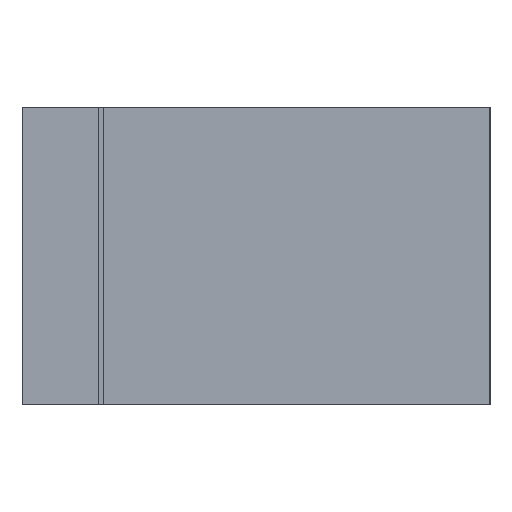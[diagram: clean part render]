
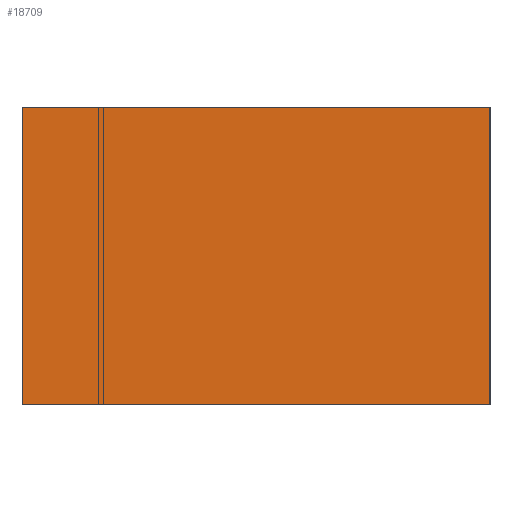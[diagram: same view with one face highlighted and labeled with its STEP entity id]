
A CAD part, left-side view. The second image highlights one B-rep face of the part: STEP entity #18709.
In plain terms, the highlighted planar face has unit normal (-1, 0, 0).
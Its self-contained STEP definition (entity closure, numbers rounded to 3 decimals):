
#1133=FACE_OUTER_BOUND('',#2093,.T.);
#2093=EDGE_LOOP('',(#14719,#14720,#14721,#14722));
#3528=LINE('',#27989,#5766);
#4008=LINE('',#29424,#6246);
#4486=LINE('',#30858,#6724);
#4489=LINE('',#30863,#6727);
#5766=VECTOR('',#22078,1000.);
#6246=VECTOR('',#23194,1000.);
#6724=VECTOR('',#24310,1000.);
#6727=VECTOR('',#24315,1000.);
#8004=VERTEX_POINT('',#27986);
#8005=VERTEX_POINT('',#27988);
#8642=VERTEX_POINT('',#29421);
#9279=VERTEX_POINT('',#30857);
#9921=EDGE_CURVE('',#8004,#8005,#3528,.T.);
#10718=EDGE_CURVE('',#8005,#8642,#4008,.T.);
#11514=EDGE_CURVE('',#8642,#9279,#4486,.T.);
#11517=EDGE_CURVE('',#9279,#8004,#4489,.T.);
#14719=ORIENTED_EDGE('',*,*,#9921,.F.);
#14720=ORIENTED_EDGE('',*,*,#11517,.F.);
#14721=ORIENTED_EDGE('',*,*,#11514,.F.);
#14722=ORIENTED_EDGE('',*,*,#10718,.F.);
#18067=PLANE('',#20319);
#18709=ADVANCED_FACE('',(#1133),#18067,.F.);
#20319=AXIS2_PLACEMENT_3D('',#30866,#24319,#24320);
#22078=DIRECTION('',(0.,1.,0.));
#23194=DIRECTION('',(0.,0.,1.));
#24310=DIRECTION('',(0.,-1.,0.));
#24315=DIRECTION('',(0.,0.,-1.));
#24319=DIRECTION('center_axis',(1.,0.,0.));
#24320=DIRECTION('ref_axis',(0.,0.,-1.));
#27986=CARTESIAN_POINT('',(-125.,-3.15,-2.));
#27988=CARTESIAN_POINT('',(-125.,3.15,-2.));
#27989=CARTESIAN_POINT('',(-125.,-3.15,-2.));
#29421=CARTESIAN_POINT('',(-125.,3.15,2.));
#29424=CARTESIAN_POINT('',(-125.,3.15,-2.));
#30857=CARTESIAN_POINT('',(-125.,-3.15,2.));
#30858=CARTESIAN_POINT('',(-125.,3.15,2.));
#30863=CARTESIAN_POINT('',(-125.,-3.15,2.));
#30866=CARTESIAN_POINT('Origin',(-125.,0.,0.));
